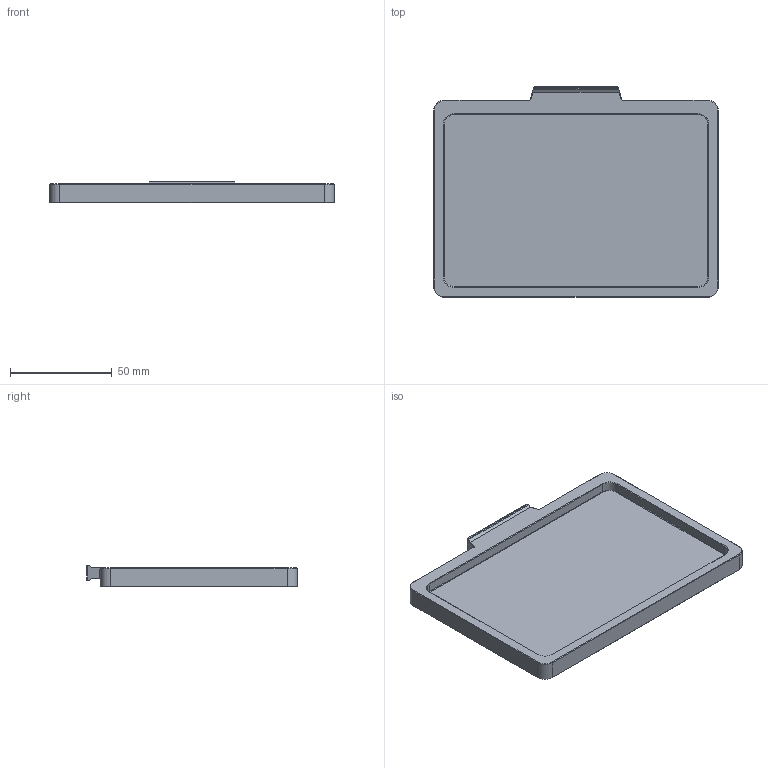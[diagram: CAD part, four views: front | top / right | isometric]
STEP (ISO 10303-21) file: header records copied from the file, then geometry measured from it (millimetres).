
FILE_DESCRIPTION(/* description */ ('STEP AP242','CAx-IF Rec.Pracs.---Representation and Presentation of Product Manufacturing Information (PMI)---4.0---2014-10-13','CAx-IF Rec.Pracs.---3D Tessellated Geometry---0.4---2014-09-14','2;1'),/* implementation_level */ '2;1');
FILE_NAME(/* name */ '66ab7cd0a3607312de26645c',/* time_stamp */ '2024-08-01T12:17:22Z',/* author */ (''),/* organization */ (''),/* preprocessor_version */ 'ST-DEVELOPER v20',/* originating_system */ ' ',/* authorisation */ ' ');
FILE_SCHEMA (('AP242_MANAGED_MODEL_BASED_3D_ENGINEERING_MIM_LF { 1 0 10303 442 1 1 4 }'));
Length unit declared in the file: metre
Products named in the file (1): Wrist-rest
Bounding box: 140 x 103.49 x 10.36 mm (x, y, z)
Volume: 73227.9 mm3; surface area: 34001 mm2
Topology: 1 solids, 1 shells, 91 faces, 204 edges, 116 vertices
Faces by surface type: plane 65, cone 16, cylinder 8, bspline 2
Entity records: 2456 total; most frequent: CARTESIAN_POINT 430, DIRECTION 412, ORIENTED_EDGE 408, EDGE_CURVE 204, LINE 168, VECTOR 168, AXIS2_PLACEMENT_3D 122, VERTEX_POINT 116
